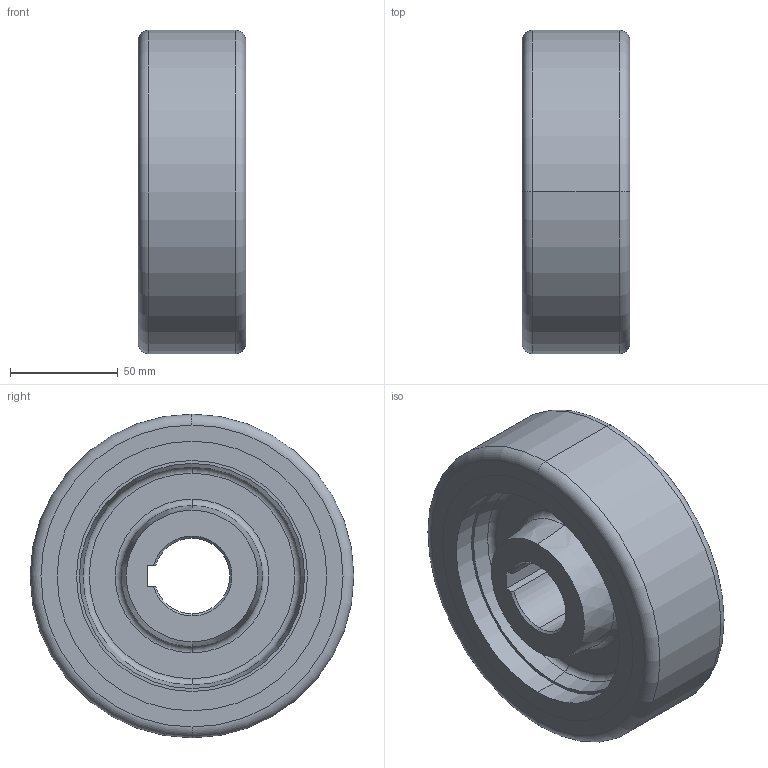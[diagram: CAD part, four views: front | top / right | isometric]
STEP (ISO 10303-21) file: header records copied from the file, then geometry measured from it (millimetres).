
FILE_DESCRIPTION (( 'STEP AP214' ), '1' );
FILE_NAME ('0017646.step', '2022-12-01T08:19:40', ( '' ), ( '' ), 'SwSTEP 2.0', 'SolidWorks 2020', '' );
FILE_SCHEMA (( 'AUTOMOTIVE_DESIGN' ));
Length unit declared in the file: millimetre
Products named in the file (1): 0017646
Bounding box: 50 x 150 x 150 mm (x, y, z)
Volume: 621130 mm3; surface area: 117831.8 mm2
Topology: 2 solids, 2 shells, 53 faces, 119 edges, 74 vertices
Faces by surface type: plane 15, cone 14, torus 13, cylinder 11
Entity records: 2135 total; most frequent: CARTESIAN_POINT 321, DIRECTION 286, ORIENTED_EDGE 238, AXIS2_PLACEMENT_3D 125, EDGE_CURVE 119, VERTEX_POINT 74, CIRCLE 71, EDGE_LOOP 61
